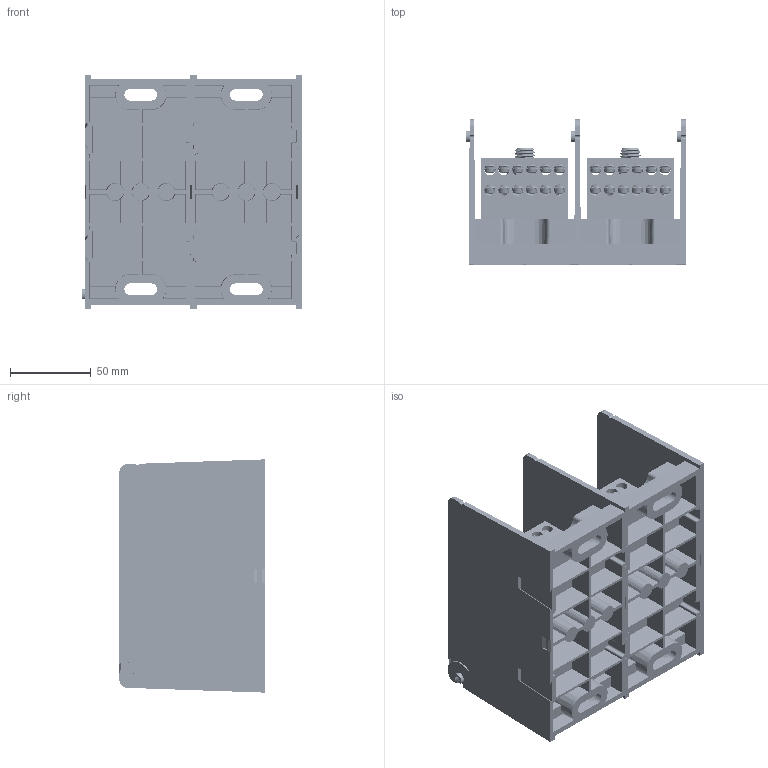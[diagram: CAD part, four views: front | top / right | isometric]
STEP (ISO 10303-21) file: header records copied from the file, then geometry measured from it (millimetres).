
FILE_DESCRIPTION (( 'STEP AP214' ), '1' );
FILE_NAME ('702002rev-2P.STEP', '2018-09-27T19:56:38', ( '' ), ( '' ), 'SwSTEP 2.0', 'SolidWorks 2017', '' );
FILE_SCHEMA (( 'AUTOMOTIVE_DESIGN' ));
Length unit declared in the file: inch
Products named in the file (2): 702002rev-2P
Bounding box: 136.78 x 90.17 x 144.78 mm (x, y, z)
Volume: 477207.8 mm3; surface area: 256451 mm2
Topology: 41 solids, 41 shells, 2269 faces, 6216 edges, 4040 vertices
Faces by surface type: cone 740, plane 729, cylinder 714, bspline 50, sphere 24, torus 12
Full cylindrical faces by diameter (mm): 4.064 x1, 4.928 x2, 6.909 x76, 7.009 x96, 7.112 x1, 7.925 x72, 10.716 x2, 10.795 x4, 12.7 x6, 12.751 x2, 13.487 x2, 26.975 x2
Entity records: 128618 total; most frequent: CARTESIAN_POINT 49887, ORIENTED_EDGE 10332, DIRECTION 8866, EDGE_CURVE 5166, VERTEX_POINT 3564, AXIS2_PLACEMENT_3D 3389, EDGE_LOOP 2958, FACE_OUTER_BOUND 2541
